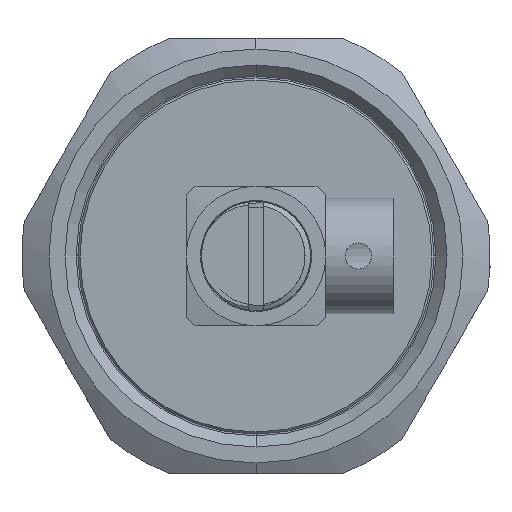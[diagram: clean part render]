
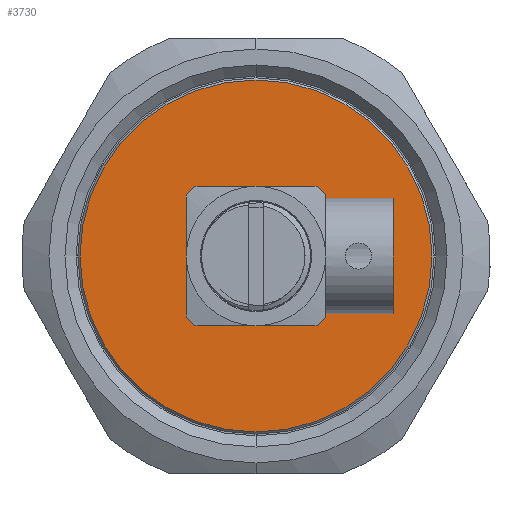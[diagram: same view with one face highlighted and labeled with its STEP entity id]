
A CAD part, left-side view. The second image highlights one B-rep face of the part: STEP entity #3730.
In plain terms, the highlighted planar face has unit normal (-1, 0, 0).
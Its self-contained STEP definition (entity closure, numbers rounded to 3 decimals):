
#3730 = ADVANCED_FACE ( 'NONE', ( #59921, #89235 ), #38311, .F. ) ;
#3786 = EDGE_LOOP ( 'NONE', ( #34738, #18850 ) ) ;
#10920 = EDGE_CURVE ( 'NONE', #64040, #16545, #88281, .T. ) ;
#11272 = DIRECTION ( 'NONE',  ( 0., 1., 0. ) ) ;
#12024 = CARTESIAN_POINT ( 'NONE',  ( -17.1, 0., 0. ) ) ;
#13737 = CARTESIAN_POINT ( 'NONE',  ( -17.1, 0., 0. ) ) ;
#16545 = VERTEX_POINT ( 'NONE', #65047 ) ;
#16670 = DIRECTION ( 'NONE',  ( 1., 0., 0. ) ) ;
#18374 = ORIENTED_EDGE ( 'NONE', *, *, #85884, .T. ) ;
#18850 = ORIENTED_EDGE ( 'NONE', *, *, #64479, .F. ) ;
#20200 = DIRECTION ( 'NONE',  ( 1., 0., 0. ) ) ;
#21738 = CARTESIAN_POINT ( 'NONE',  ( -17.1, 8.075, 0. ) ) ;
#25759 = CARTESIAN_POINT ( 'NONE',  ( -17.1, 0., 0. ) ) ;
#28900 = AXIS2_PLACEMENT_3D ( 'NONE', #13737, #52179, #42605 ) ;
#29333 = AXIS2_PLACEMENT_3D ( 'NONE', #77106, #84312, #11272 ) ;
#31092 = DIRECTION ( 'NONE',  ( 1., 0., 0. ) ) ;
#34738 = ORIENTED_EDGE ( 'NONE', *, *, #89662, .F. ) ;
#36867 = AXIS2_PLACEMENT_3D ( 'NONE', #25759, #16670, #47379 ) ;
#38311 = PLANE ( 'NONE',  #69679 ) ;
#42605 = DIRECTION ( 'NONE',  ( 0., 1., 0. ) ) ;
#44727 = CIRCLE ( 'NONE', #29333, 8.075 ) ;
#47379 = DIRECTION ( 'NONE',  ( 0., 1., 0. ) ) ;
#52179 = DIRECTION ( 'NONE',  ( 1., 0., 0. ) ) ;
#55227 = VERTEX_POINT ( 'NONE', #78314 ) ;
#57663 = DIRECTION ( 'NONE',  ( 0., 1., 0. ) ) ;
#59921 = FACE_BOUND ( 'NONE', #88838, .T. ) ;
#60056 = ORIENTED_EDGE ( 'NONE', *, *, #10920, .T. ) ;
#64040 = VERTEX_POINT ( 'NONE', #72494 ) ;
#64479 = EDGE_CURVE ( 'NONE', #55227, #82821, #44727, .T. ) ;
#65047 = CARTESIAN_POINT ( 'NONE',  ( -17.1, 3., 0. ) ) ;
#67587 = CARTESIAN_POINT ( 'NONE',  ( -17.1, -3., 0. ) ) ;
#68801 = CIRCLE ( 'NONE', #28900, 3. ) ;
#69679 = AXIS2_PLACEMENT_3D ( 'NONE', #67587, #31092, #75289 ) ;
#71374 = AXIS2_PLACEMENT_3D ( 'NONE', #12024, #20200, #57663 ) ;
#72494 = CARTESIAN_POINT ( 'NONE',  ( -17.1, -3., 0. ) ) ;
#75289 = DIRECTION ( 'NONE',  ( 0., 1., 0. ) ) ;
#77106 = CARTESIAN_POINT ( 'NONE',  ( -17.1, 0., 0. ) ) ;
#78280 = CIRCLE ( 'NONE', #36867, 8.075 ) ;
#78314 = CARTESIAN_POINT ( 'NONE',  ( -17.1, -8.075, 0. ) ) ;
#82821 = VERTEX_POINT ( 'NONE', #21738 ) ;
#84312 = DIRECTION ( 'NONE',  ( 1., 0., 0. ) ) ;
#85884 = EDGE_CURVE ( 'NONE', #16545, #64040, #68801, .T. ) ;
#88281 = CIRCLE ( 'NONE', #71374, 3. ) ;
#88838 = EDGE_LOOP ( 'NONE', ( #18374, #60056 ) ) ;
#89235 = FACE_OUTER_BOUND ( 'NONE', #3786, .T. ) ;
#89662 = EDGE_CURVE ( 'NONE', #82821, #55227, #78280, .T. ) ;
